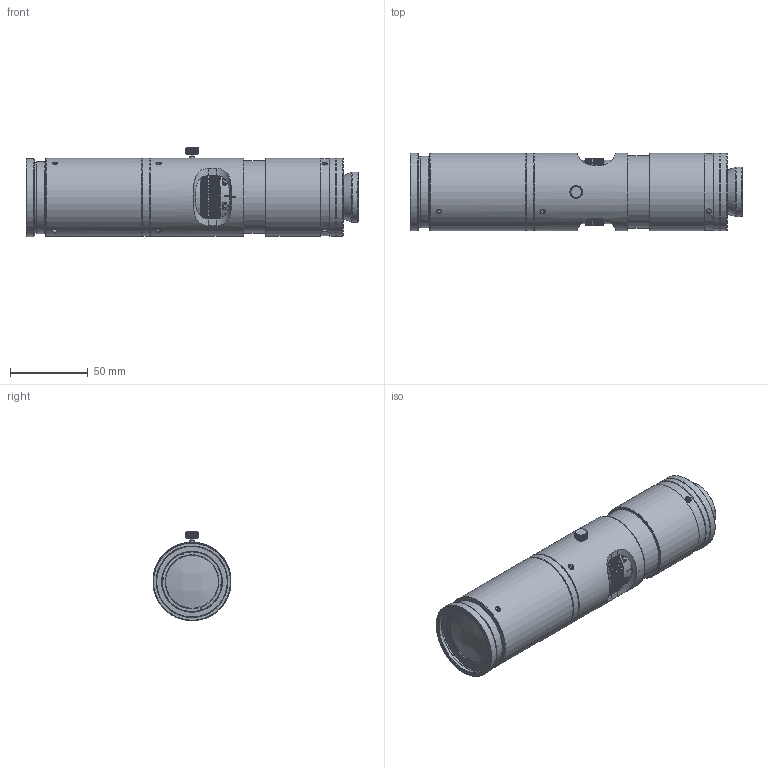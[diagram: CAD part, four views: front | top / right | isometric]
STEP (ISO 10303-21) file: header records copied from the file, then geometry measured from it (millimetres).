
FILE_DESCRIPTION (( 'STEP AP203' ), '1' );
FILE_NAME ('693045.STEP', '2025-12-22T05:42:06', ( 'Windows User' ), ( 'P R C' ), 'SwSTEP 2.0', 'SolidWorks 2020', '' );
FILE_SCHEMA (( 'CONFIG_CONTROL_DESIGN' ));
Products named in the file (1): 693045
Bounding box: 212.84 x 50 x 57.34 mm (x, y, z)
Volume: 203291.9 mm3; surface area: 116773.4 mm2
Topology: 21 solids, 21 shells, 1470 faces, 3860 edges, 2564 vertices
Faces by surface type: plane 731, cylinder 369, bspline 230, cone 140
Full cylindrical faces by diameter (mm): 1.6 x3, 1.75 x2, 2 x6, 2.145 x1, 2.261 x1, 2.4 x2, 2.845 x1, 3.3 x9, 4 x7, 4.5 x1, 15.36 x1, 17.5 x1, 18.5 x1, 19 x1, 19.5 x1, 20 x2, 20.5 x1, 21 x1, 21.5 x1, 23.5 x1, 24 x1, 25 x1, 27 x1, 31 x1, 32 x1, 34 x6, 35.5 x1, 36 x8, 37 x5, 37.5 x1
Entity records: 79530 total; most frequent: CARTESIAN_POINT 47461, ORIENTED_EDGE 6908, DIRECTION 5595, EDGE_CURVE 3454, VERTEX_POINT 2422, AXIS2_PLACEMENT_3D 2177, EDGE_LOOP 1916, FACE_OUTER_BOUND 1602
